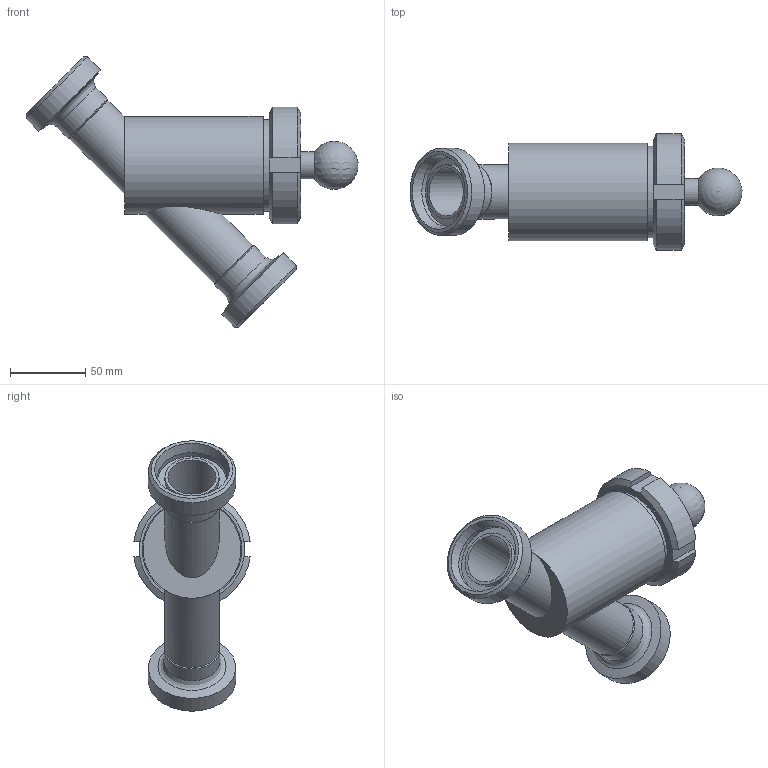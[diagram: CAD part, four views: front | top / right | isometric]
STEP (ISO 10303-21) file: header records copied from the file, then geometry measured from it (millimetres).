
FILE_DESCRIPTION((''),'2;1');
FILE_NAME('60300032X300.stp','2010-10-29T10:43:37',('Creator'),(''),'Autodesk Inventor 2010','Autodesk Inventor 2010','');
FILE_SCHEMA(('AUTOMOTIVE_DESIGN { 1 0 10303 214 1 1 1 1 }'));
Length unit declared in the file: millimetre
Products named in the file (1): 60300032X300
Bounding box: 220.58 x 77.36 x 179.61 mm (x, y, z)
Volume: 286242.3 mm3; surface area: 127664.5 mm2
Topology: 1 solids, 4 shells, 112 faces, 229 edges, 143 vertices
Faces by surface type: plane 41, cylinder 37, cone 31, bspline 2, sphere 1
Full cylindrical faces by diameter (mm): 6.647 x2, 8.5 x1, 18 x1, 32 x3, 33 x1, 34 x1, 36 x4, 37 x3, 45.8 x2, 48 x1, 49 x1, 49.4 x1, 53 x1, 53.8 x2, 54 x1, 58 x2, 60 x1, 60.7 x1, 65 x3, 65.4 x1
Entity records: 2811 total; most frequent: CARTESIAN_POINT 750, DIRECTION 444, ORIENTED_EDGE 312, AXIS2_PLACEMENT_3D 214, EDGE_LOOP 193, EDGE_CURVE 156, VERTEX_POINT 127, FACE_OUTER_BOUND 112
